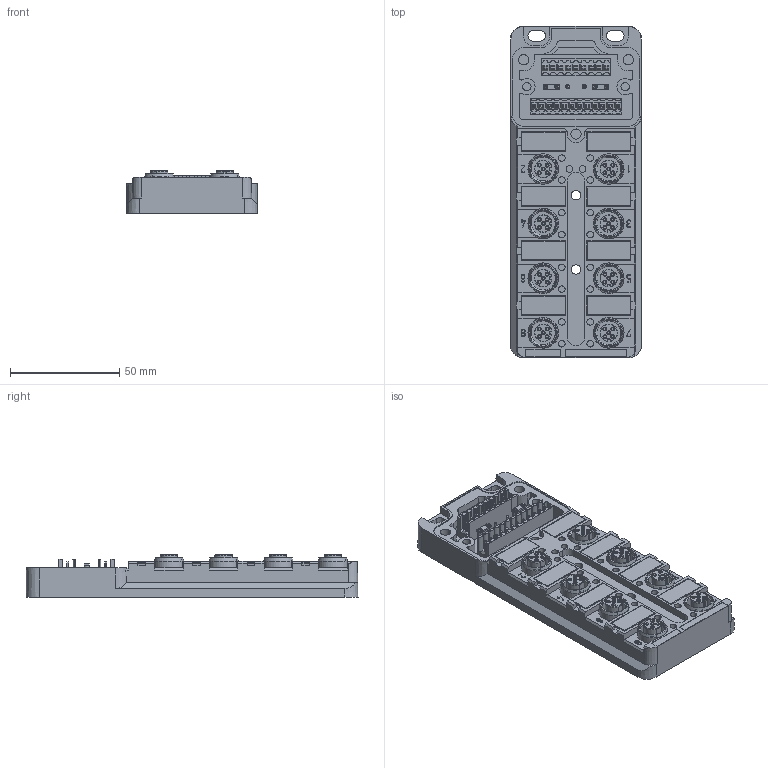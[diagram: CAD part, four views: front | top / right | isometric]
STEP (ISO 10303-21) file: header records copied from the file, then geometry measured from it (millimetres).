
FILE_DESCRIPTION(('CATIA V5 STEP Exchange','CAx-IF Rec.Pracs.--- Model Styling and Organization---1.4--- 2014-01-23'),'2;1');
FILE_NAME ('018989-2_1', '2020-02-20T13:05:47+00:00', ('none'), ('Weidmueller'), 'CATIA Version 5-6 Release 2016 SP3 HF44', 'CATIA V5 STEP AP214', 'none');
FILE_SCHEMA(('AUTOMOTIVE_DESIGN { 1 0 10303 214 1 1 1 1 }'));
Products named in the file (1): 1701251000
Bounding box: 60 x 152 x 19.5 mm (x, y, z)
Volume: 116902 mm3; surface area: 61139.8 mm2
Topology: 35 solids, 35 shells, 2711 faces, 6893 edges, 4424 vertices
Faces by surface type: plane 1323, cylinder 904, cone 392, torus 80, sphere 12
Entity records: 75787 total; most frequent: CARTESIAN_POINT 14991, ORIENTED_EDGE 13762, DIRECTION 9975, EDGE_CURVE 6881, VERTEX_POINT 4424, AXIS2_PLACEMENT_3D 4321, VECTOR 3837, LINE 3837
